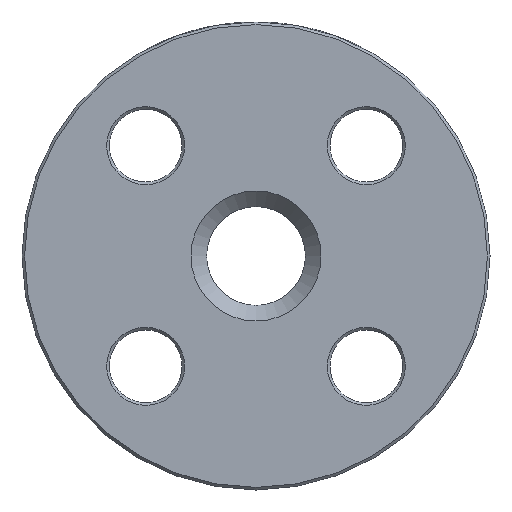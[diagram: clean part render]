
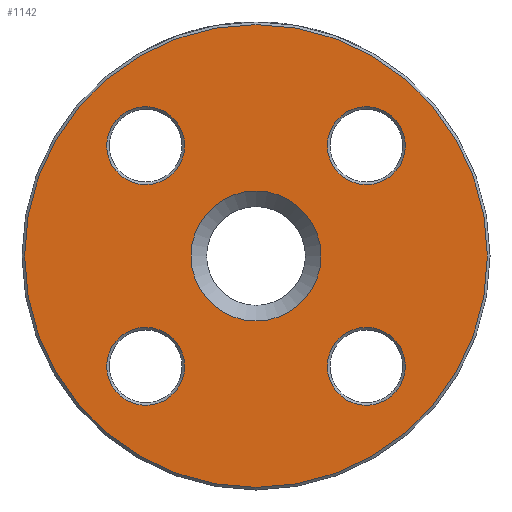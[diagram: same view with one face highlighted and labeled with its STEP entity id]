
A CAD part, left-side view. The second image highlights one B-rep face of the part: STEP entity #1142.
In plain terms, the highlighted planar face has unit normal (-1, 0, 0).
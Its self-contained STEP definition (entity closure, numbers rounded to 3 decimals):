
#247 = EDGE_CURVE ( 'NONE', #3071, #3071, #353, .T. ) ;
#290 = DIRECTION ( 'NONE',  ( 1., 0., 0. ) ) ;
#308 = FACE_BOUND ( 'NONE', #3093, .T. ) ;
#353 = CIRCLE ( 'NONE', #1624, 7.5 ) ;
#457 = VERTEX_POINT ( 'NONE', #3573 ) ;
#566 = DIRECTION ( 'NONE',  ( 0., 0., -1. ) ) ;
#672 = EDGE_CURVE ( 'NONE', #723, #723, #4419, .T. ) ;
#689 = CIRCLE ( 'NONE', #1003, 7.5 ) ;
#710 = DIRECTION ( 'NONE',  ( 0., 0., -1. ) ) ;
#723 = VERTEX_POINT ( 'NONE', #4876 ) ;
#728 = DIRECTION ( 'NONE',  ( 1., 0., 0. ) ) ;
#763 = ORIENTED_EDGE ( 'NONE', *, *, #672, .T. ) ;
#775 = CIRCLE ( 'NONE', #3400, 7.5 ) ;
#814 = CARTESIAN_POINT ( 'NONE',  ( 0., -21.213, -28.713 ) ) ;
#928 = ORIENTED_EDGE ( 'NONE', *, *, #3494, .T. ) ;
#940 = DIRECTION ( 'NONE',  ( 1., 0., 0. ) ) ;
#1002 = FACE_OUTER_BOUND ( 'NONE', #1060, .T. ) ;
#1003 = AXIS2_PLACEMENT_3D ( 'NONE', #3477, #2341, #1221 ) ;
#1055 = ORIENTED_EDGE ( 'NONE', *, *, #247, .T. ) ;
#1060 = EDGE_LOOP ( 'NONE', ( #928 ) ) ;
#1088 = PLANE ( 'NONE',  #3827 ) ;
#1100 = AXIS2_PLACEMENT_3D ( 'NONE', #2642, #4836, #1798 ) ;
#1142 = ADVANCED_FACE ( 'NONE', ( #308, #1002, #2530, #4448, #4424, #4470 ), #1088, .F. ) ;
#1192 = CARTESIAN_POINT ( 'NONE',  ( 0., 21.213, -28.713 ) ) ;
#1210 = EDGE_LOOP ( 'NONE', ( #1055 ) ) ;
#1221 = DIRECTION ( 'NONE',  ( 0., 0., -1. ) ) ;
#1514 = CARTESIAN_POINT ( 'NONE',  ( 0., 0., -44.5 ) ) ;
#1515 = DIRECTION ( 'NONE',  ( 0., 0., -1. ) ) ;
#1606 = CARTESIAN_POINT ( 'NONE',  ( 0., -21.213, 13.713 ) ) ;
#1624 = AXIS2_PLACEMENT_3D ( 'NONE', #1907, #290, #1884 ) ;
#1660 = VERTEX_POINT ( 'NONE', #1606 ) ;
#1798 = DIRECTION ( 'NONE',  ( 0., 0., -1. ) ) ;
#1833 = ORIENTED_EDGE ( 'NONE', *, *, #4543, .T. ) ;
#1867 = EDGE_CURVE ( 'NONE', #3451, #3451, #689, .T. ) ;
#1884 = DIRECTION ( 'NONE',  ( 0., 0., -1. ) ) ;
#1907 = CARTESIAN_POINT ( 'NONE',  ( 0., -21.213, -21.213 ) ) ;
#1995 = EDGE_LOOP ( 'NONE', ( #3047 ) ) ;
#2341 = DIRECTION ( 'NONE',  ( 1., 0., 0. ) ) ;
#2530 = FACE_BOUND ( 'NONE', #1995, .T. ) ;
#2604 = DIRECTION ( 'NONE',  ( 1., 0., 0. ) ) ;
#2642 = CARTESIAN_POINT ( 'NONE',  ( 0., 0., 0. ) ) ;
#2693 = AXIS2_PLACEMENT_3D ( 'NONE', #4899, #3105, #1515 ) ;
#2755 = AXIS2_PLACEMENT_3D ( 'NONE', #3263, #940, #566 ) ;
#3014 = EDGE_LOOP ( 'NONE', ( #1833 ) ) ;
#3047 = ORIENTED_EDGE ( 'NONE', *, *, #3685, .T. ) ;
#3071 = VERTEX_POINT ( 'NONE', #814 ) ;
#3093 = EDGE_LOOP ( 'NONE', ( #763 ) ) ;
#3105 = DIRECTION ( 'NONE',  ( 1., 0., 0. ) ) ;
#3242 = EDGE_LOOP ( 'NONE', ( #3277 ) ) ;
#3263 = CARTESIAN_POINT ( 'NONE',  ( 0., -21.213, 21.213 ) ) ;
#3277 = ORIENTED_EDGE ( 'NONE', *, *, #1867, .T. ) ;
#3297 = DIRECTION ( 'NONE',  ( 0., 0., -1. ) ) ;
#3389 = VERTEX_POINT ( 'NONE', #1514 ) ;
#3400 = AXIS2_PLACEMENT_3D ( 'NONE', #4110, #728, #3297 ) ;
#3451 = VERTEX_POINT ( 'NONE', #1192 ) ;
#3477 = CARTESIAN_POINT ( 'NONE',  ( 0., 21.213, -21.213 ) ) ;
#3494 = EDGE_CURVE ( 'NONE', #3389, #3389, #4803, .T. ) ;
#3573 = CARTESIAN_POINT ( 'NONE',  ( 0., 21.213, 13.713 ) ) ;
#3685 = EDGE_CURVE ( 'NONE', #1660, #1660, #4241, .T. ) ;
#3827 = AXIS2_PLACEMENT_3D ( 'NONE', #4093, #2604, #710 ) ;
#4093 = CARTESIAN_POINT ( 'NONE',  ( 0., 9.5, 0. ) ) ;
#4110 = CARTESIAN_POINT ( 'NONE',  ( 0., 21.213, 21.213 ) ) ;
#4241 = CIRCLE ( 'NONE', #2755, 7.5 ) ;
#4419 = CIRCLE ( 'NONE', #2693, 12.5 ) ;
#4424 = FACE_BOUND ( 'NONE', #3242, .T. ) ;
#4448 = FACE_BOUND ( 'NONE', #1210, .T. ) ;
#4470 = FACE_BOUND ( 'NONE', #3014, .T. ) ;
#4543 = EDGE_CURVE ( 'NONE', #457, #457, #775, .T. ) ;
#4803 = CIRCLE ( 'NONE', #1100, 44.5 ) ;
#4836 = DIRECTION ( 'NONE',  ( -1., 0., 0. ) ) ;
#4876 = CARTESIAN_POINT ( 'NONE',  ( 0., 0., -12.5 ) ) ;
#4899 = CARTESIAN_POINT ( 'NONE',  ( 0., 0., 0. ) ) ;
